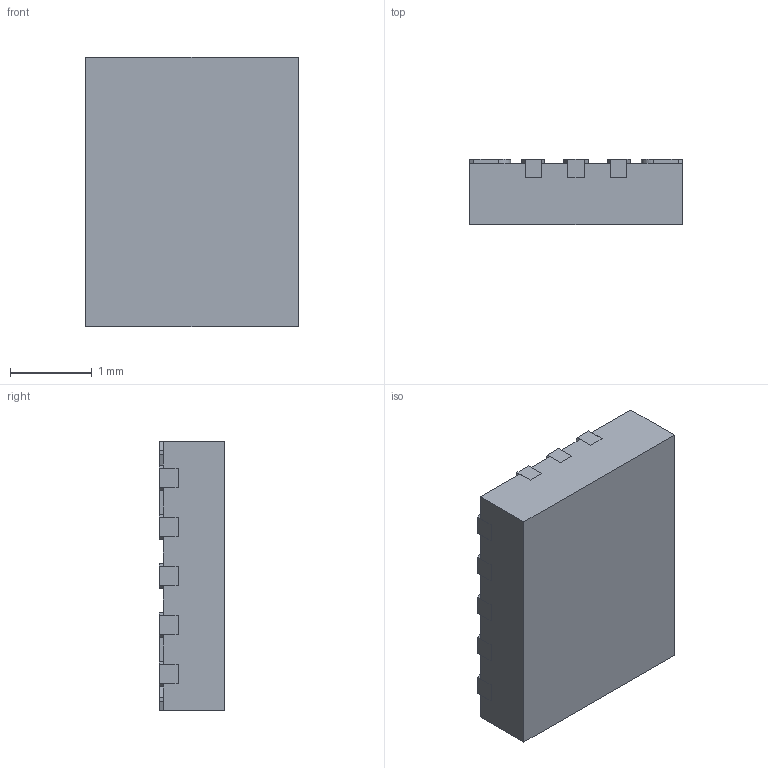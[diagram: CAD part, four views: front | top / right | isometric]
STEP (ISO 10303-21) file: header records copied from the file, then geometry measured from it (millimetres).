
FILE_DESCRIPTION (( 'STEP AP214' ), '1' );
FILE_NAME ('LS2406ERQ23.STEP', '2024-03-27T17:42:53', ( '' ), ( '' ), 'SwSTEP 2.0', 'SolidWorks 2021', '' );
FILE_SCHEMA (( 'AUTOMOTIVE_DESIGN' ));
Length unit declared in the file: millimetre
Products named in the file (1): LS2406ERQ23
Bounding box: 2.6 x 0.8 x 3.3 mm (x, y, z)
Volume: 6.6 mm3; surface area: 41.7 mm2
Topology: 17 solids, 17 shells, 286 faces, 756 edges, 504 vertices
Faces by surface type: plane 246, cylinder 40
Entity records: 10634 total; most frequent: CARTESIAN_POINT 1547, ORIENTED_EDGE 1512, DIRECTION 1410, EDGE_CURVE 756, LINE 676, VECTOR 676, VERTEX_POINT 504, AXIS2_PLACEMENT_3D 367
